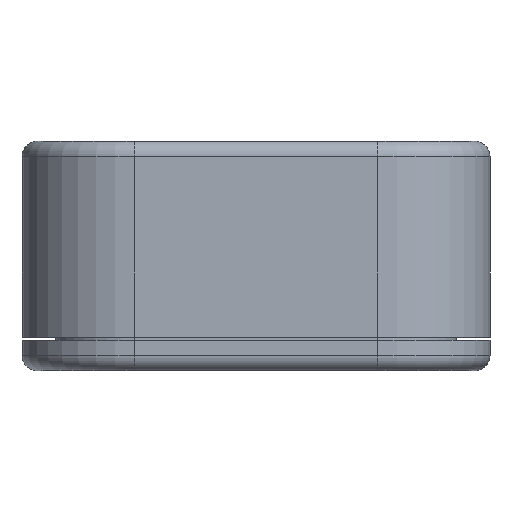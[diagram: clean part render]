
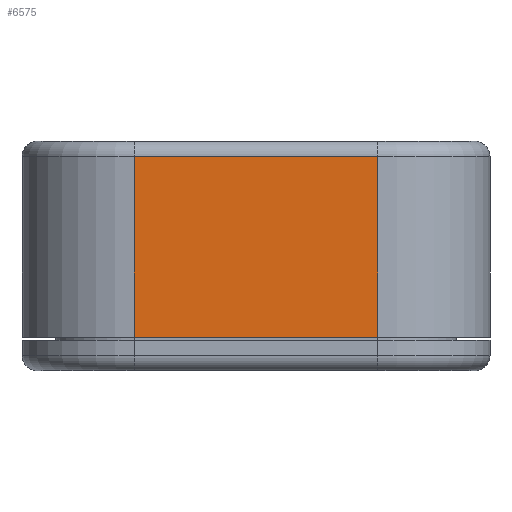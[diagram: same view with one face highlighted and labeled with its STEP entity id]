
A CAD part, left-side view. The second image highlights one B-rep face of the part: STEP entity #6575.
In plain terms, the highlighted planar face has unit normal (-1, 0, 0).
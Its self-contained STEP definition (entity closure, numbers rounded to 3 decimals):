
#839=FACE_OUTER_BOUND('',#1215,.T.);
#1215=EDGE_LOOP('',(#5620,#5621,#5622,#5623));
#1879=LINE('',#10921,#2563);
#1884=LINE('',#10936,#2568);
#1886=LINE('',#10942,#2570);
#1887=LINE('',#10943,#2571);
#2563=VECTOR('',#9078,10.);
#2568=VECTOR('',#9097,10.);
#2570=VECTOR('',#9103,10.);
#2571=VECTOR('',#9104,10.);
#3124=VERTEX_POINT('',#10911);
#3126=VERTEX_POINT('',#10917);
#3130=VERTEX_POINT('',#10935);
#3132=VERTEX_POINT('',#10941);
#3968=EDGE_CURVE('',#3124,#3126,#1879,.T.);
#3976=EDGE_CURVE('',#3130,#3126,#1884,.T.);
#3979=EDGE_CURVE('',#3132,#3124,#1886,.T.);
#3980=EDGE_CURVE('',#3130,#3132,#1887,.F.);
#5620=ORIENTED_EDGE('',*,*,#3968,.F.);
#5621=ORIENTED_EDGE('',*,*,#3979,.F.);
#5622=ORIENTED_EDGE('',*,*,#3980,.F.);
#5623=ORIENTED_EDGE('',*,*,#3976,.T.);
#5993=PLANE('',#7271);
#6575=ADVANCED_FACE('',(#839),#5993,.T.);
#7271=AXIS2_PLACEMENT_3D('',#10940,#9101,#9102);
#9078=DIRECTION('',(0.,-1.,0.));
#9097=DIRECTION('',(0.,0.,1.));
#9101=DIRECTION('center_axis',(-1.,0.,0.));
#9102=DIRECTION('ref_axis',(0.,-1.,0.));
#9103=DIRECTION('',(0.,0.,1.));
#9104=DIRECTION('',(0.,-1.,0.));
#10911=CARTESIAN_POINT('',(-4.4,8.,6.6));
#10917=CARTESIAN_POINT('',(-4.4,-8.,6.6));
#10921=CARTESIAN_POINT('',(-4.4,4.,6.6));
#10935=CARTESIAN_POINT('',(-4.4,-8.,-5.3));
#10936=CARTESIAN_POINT('',(-4.4,-8.,5.6));
#10940=CARTESIAN_POINT('Origin',(-4.4,8.,5.6));
#10941=CARTESIAN_POINT('',(-4.4,8.,-5.3));
#10942=CARTESIAN_POINT('',(-4.4,8.,5.6));
#10943=CARTESIAN_POINT('',(-4.4,-4.,-5.3));
